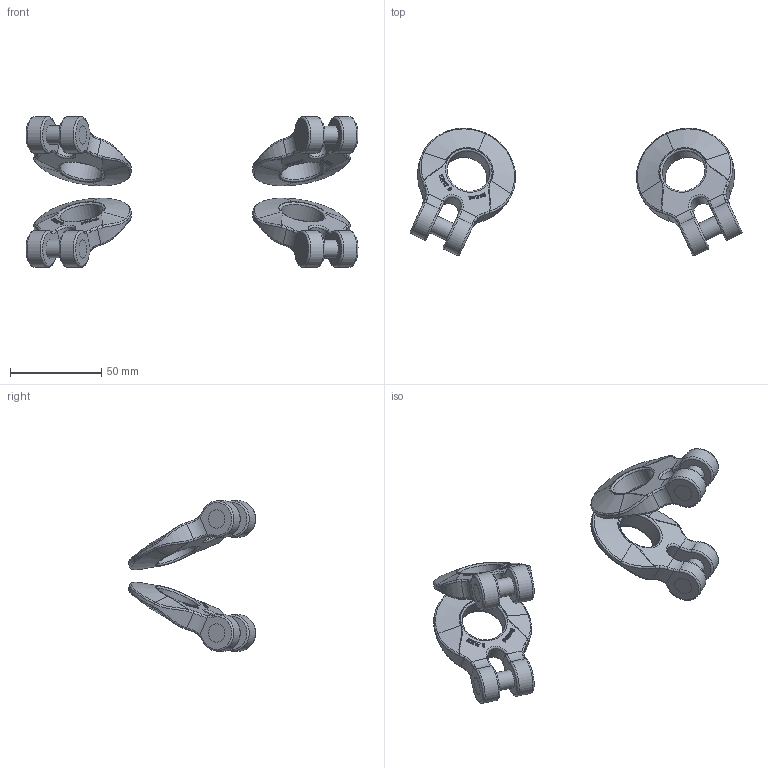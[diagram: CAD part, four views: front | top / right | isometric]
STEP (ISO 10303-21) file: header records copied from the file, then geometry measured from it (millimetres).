
FILE_DESCRIPTION(/* description */ (''),/* implementation_level */ '2;1');
FILE_NAME(/* name */ 'pewag_KAGW_4-8',/* time_stamp */ '2010-03-01T15:32:29+01:00',/* author */ (''),/* organization */ (''),/* preprocessor_version */ 'ST-DEVELOPER v9',/* originating_system */ 'UGS - NX 4.0',/* authorisation */ '');
FILE_SCHEMA (('AUTOMOTIVE_DESIGN { 1 0 10303 214 1 1 1 1 }'));
Length unit declared in the file: millimetre
Products named in the file (1): ritC3FEld6j
Bounding box: 182.27 x 69.88 x 82.48 mm (x, y, z)
Volume: 88401 mm3; surface area: 36197.8 mm2
Topology: 8 solids, 8 shells, 1008 faces, 2624 edges, 1696 vertices
Faces by surface type: extrusion 372, plane 356, bspline 112, torus 96, cylinder 72
Full cylindrical faces by diameter (mm): 10 x12, 24 x4
Entity records: 37576 total; most frequent: CARTESIAN_POINT 15569, ORIENTED_EDGE 5184, DIRECTION 3090, EDGE_CURVE 2592, VERTEX_POINT 1688, B_SPLINE_CURVE_WITH_KNOTS 1640, VECTOR 1352, EDGE_LOOP 1120
